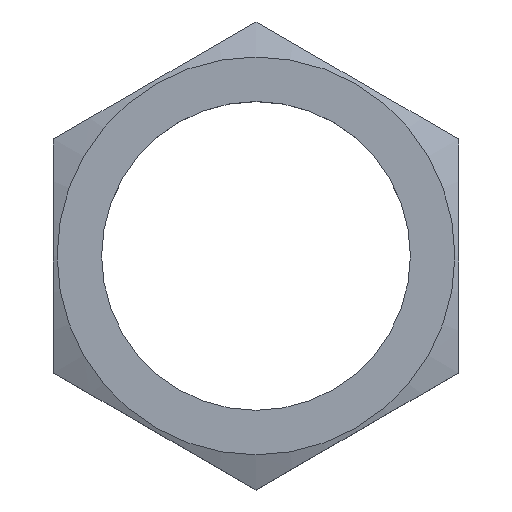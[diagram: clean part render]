
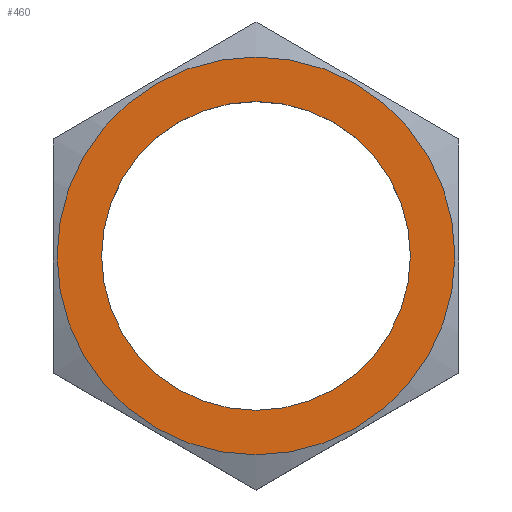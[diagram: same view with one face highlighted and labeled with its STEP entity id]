
A CAD part, top view. The second image highlights one B-rep face of the part: STEP entity #460.
In plain terms, the highlighted planar face has unit normal (0, 0, 1).
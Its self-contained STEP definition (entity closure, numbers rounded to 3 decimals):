
#351=CARTESIAN_POINT('',(-27.,0.,5.5));
#352=VERTEX_POINT('',#351);
#353=CARTESIAN_POINT('',(0.,0.0,5.5));
#354=DIRECTION('',(0.0,0.0,1.0));
#355=DIRECTION('',(1.0,0.0,0.0));
#356=AXIS2_PLACEMENT_3D('',#353,#354,#355);
#357=CIRCLE('',#356,27.);
#358=EDGE_CURVE('',#352,#352,#357,.T.);
#396=CARTESIAN_POINT('',(20.955,0.,5.5));
#397=VERTEX_POINT('',#396);
#398=CARTESIAN_POINT('',(0.0,0.0,5.5));
#399=DIRECTION('',(0.0,0.0,-1.0));
#400=DIRECTION('',(-1.0,0.0,0.0));
#401=AXIS2_PLACEMENT_3D('',#398,#399,#400);
#402=CIRCLE('',#401,20.955);
#403=EDGE_CURVE('',#397,#397,#402,.T.);
#449=CARTESIAN_POINT('',(0.0,0.,5.5));
#450=DIRECTION('',(0.0,0.0,1.0));
#451=DIRECTION('',(1.0,0.0,0.0));
#452=AXIS2_PLACEMENT_3D('',#449,#450,#451);
#453=PLANE('',#452);
#454=ORIENTED_EDGE('',*,*,#358,.T.);
#455=EDGE_LOOP('',(#454));
#456=FACE_OUTER_BOUND('',#455,.T.);
#457=ORIENTED_EDGE('',*,*,#403,.T.);
#458=EDGE_LOOP('',(#457));
#459=FACE_BOUND('',#458,.T.);
#460=ADVANCED_FACE('',(#456,#459),#453,.T.);
